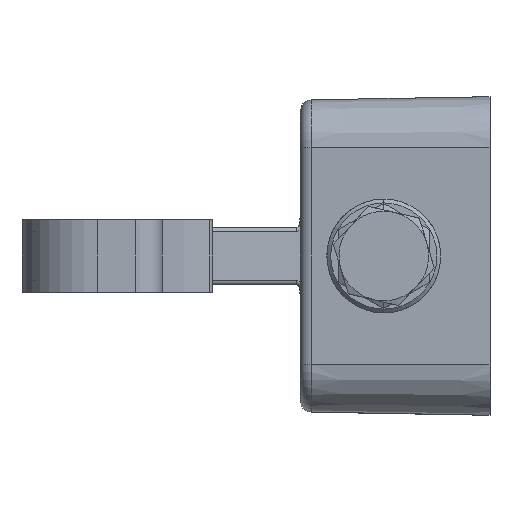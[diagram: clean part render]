
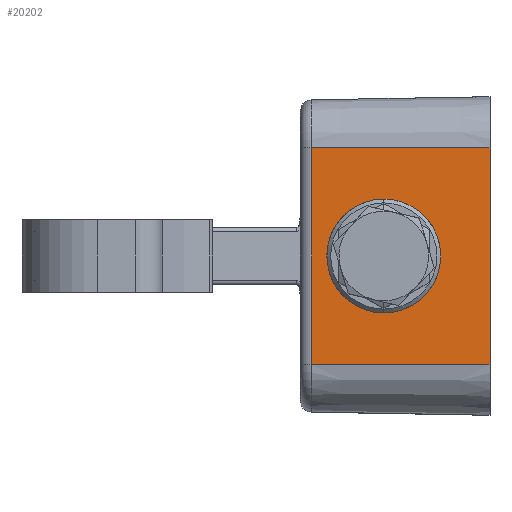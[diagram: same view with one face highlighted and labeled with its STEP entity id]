
A CAD part, left-side view. The second image highlights one B-rep face of the part: STEP entity #20202.
In plain terms, the highlighted planar face has unit normal (-1, 0.018, 0).
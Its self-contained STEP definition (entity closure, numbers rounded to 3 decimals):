
#2822 = DIRECTION ( 'NONE',  ( 0., 0., 1. ) ) ;
#2824 = CARTESIAN_POINT ( 'NONE',  ( -127., 0., -28.5 ) ) ;
#3117 = LINE ( 'NONE', #2824, #3121 ) ;
#3121 = VECTOR ( 'NONE', #2822, 1000. ) ;
#3228 = LINE ( 'NONE', #3908, #3231 ) ;
#3231 = VECTOR ( 'NONE', #3909, 1000. ) ;
#3232 = LINE ( 'NONE', #3946, #3236 ) ;
#3233 = LINE ( 'NONE', #3944, #3234 ) ;
#3234 = VECTOR ( 'NONE', #3945, 1000. ) ;
#3236 = VECTOR ( 'NONE', #3947, 1000. ) ;
#3908 = CARTESIAN_POINT ( 'NONE',  ( -127., 0., -28.5 ) ) ;
#3909 = DIRECTION ( 'NONE',  ( -0.017, -1., 0. ) ) ;
#3915 = CARTESIAN_POINT ( 'NONE',  ( -126.511, 28., -15. ) ) ;
#3922 = CARTESIAN_POINT ( 'NONE',  ( -125.988, 58., -15. ) ) ;
#3942 = CARTESIAN_POINT ( 'NONE',  ( -125.988, 58., 15. ) ) ;
#3943 = CARTESIAN_POINT ( 'NONE',  ( -126.511, 28., 15. ) ) ;
#3944 = CARTESIAN_POINT ( 'NONE',  ( -127., 0., 28.5 ) ) ;
#3945 = DIRECTION ( 'NONE',  ( -0.017, -1., 0. ) ) ;
#3946 = CARTESIAN_POINT ( 'NONE',  ( -126.179, 47.052, -28.5 ) ) ;
#3947 = DIRECTION ( 'NONE',  ( 0., 0., -1. ) ) ;
#5887 =( BOUNDED_CURVE ( )  B_SPLINE_CURVE ( 3, ( #3915, #3922, #3942, #3943 ),
 .UNSPECIFIED., .F., .F. ) 
 B_SPLINE_CURVE_WITH_KNOTS ( ( 4, 4 ),
 ( 4.712, 7.854 ),
 .UNSPECIFIED. ) 
 CURVE ( )  GEOMETRIC_REPRESENTATION_ITEM ( )  RATIONAL_B_SPLINE_CURVE ( ( 1., 0.333, 0.333, 1. ) ) 
 REPRESENTATION_ITEM ( '' )  );
#9015 = CARTESIAN_POINT ( 'NONE',  ( -126.179, 47.052, -28.5 ) ) ;
#9022 = CARTESIAN_POINT ( 'NONE',  ( -126.511, 28., 15. ) ) ;
#9025 = CARTESIAN_POINT ( 'NONE',  ( -126.511, 28., -15. ) ) ;
#9088 = CARTESIAN_POINT ( 'NONE',  ( -127., 0., -28.5 ) ) ;
#9089 = CARTESIAN_POINT ( 'NONE',  ( -127., 0., 28.5 ) ) ;
#9238 = CARTESIAN_POINT ( 'NONE',  ( -126.179, 47.052, 28.5 ) ) ;
#13662 = AXIS2_PLACEMENT_3D ( 'NONE', #14427, #14428, #14429 ) ;
#14425 = PLANE ( 'NONE',  #13662 ) ;
#14427 = CARTESIAN_POINT ( 'NONE',  ( -127., 0., -28.5 ) ) ;
#14428 = DIRECTION ( 'NONE',  ( -1., 0.017, 0. ) ) ;
#14429 = DIRECTION ( 'NONE',  ( -0.017, -1., 0. ) ) ;
#17287 =( BOUNDED_CURVE ( )  B_SPLINE_CURVE ( 3, ( #27871, #27862, #27867, #27872 ),
 .UNSPECIFIED., .F., .F. ) 
 B_SPLINE_CURVE_WITH_KNOTS ( ( 4, 4 ),
 ( 1.571, 4.712 ),
 .UNSPECIFIED. ) 
 CURVE ( )  GEOMETRIC_REPRESENTATION_ITEM ( )  RATIONAL_B_SPLINE_CURVE ( ( 1., 0.333, 0.333, 1. ) ) 
 REPRESENTATION_ITEM ( '' )  );
#18499 = EDGE_CURVE ( 'NONE', #24859, #24862, #17287, .T. ) ;
#20202 = ADVANCED_FACE ( 'NONE', ( #30763, #30758 ), #14425, .T. ) ;
#21443 = EDGE_CURVE ( 'NONE', #24925, #24926, #3117, .T. ) ;
#21545 = EDGE_CURVE ( 'NONE', #24852, #24925, #3228, .T. ) ;
#21549 = EDGE_CURVE ( 'NONE', #24862, #24859, #5887, .T. ) ;
#21550 = EDGE_CURVE ( 'NONE', #25077, #24926, #3233, .T. ) ;
#21551 = EDGE_CURVE ( 'NONE', #25077, #24852, #3232, .T. ) ;
#22291 = EDGE_LOOP ( 'NONE', ( #23732, #23733, #23734, #23735 ) ) ;
#22295 = EDGE_LOOP ( 'NONE', ( #23730, #23731 ) ) ;
#23730 = ORIENTED_EDGE ( 'NONE', *, *, #21549, .T. ) ;
#23731 = ORIENTED_EDGE ( 'NONE', *, *, #18499, .T. ) ;
#23732 = ORIENTED_EDGE ( 'NONE', *, *, #21550, .F. ) ;
#23733 = ORIENTED_EDGE ( 'NONE', *, *, #21551, .T. ) ;
#23734 = ORIENTED_EDGE ( 'NONE', *, *, #21545, .T. ) ;
#23735 = ORIENTED_EDGE ( 'NONE', *, *, #21443, .T. ) ;
#24852 = VERTEX_POINT ( 'NONE', #9015 ) ;
#24859 = VERTEX_POINT ( 'NONE', #9022 ) ;
#24862 = VERTEX_POINT ( 'NONE', #9025 ) ;
#24925 = VERTEX_POINT ( 'NONE', #9088 ) ;
#24926 = VERTEX_POINT ( 'NONE', #9089 ) ;
#25077 = VERTEX_POINT ( 'NONE', #9238 ) ;
#27862 = CARTESIAN_POINT ( 'NONE',  ( -127.035, -2., 15. ) ) ;
#27867 = CARTESIAN_POINT ( 'NONE',  ( -127.035, -2., -15. ) ) ;
#27871 = CARTESIAN_POINT ( 'NONE',  ( -126.511, 28., 15. ) ) ;
#27872 = CARTESIAN_POINT ( 'NONE',  ( -126.511, 28., -15. ) ) ;
#30758 = FACE_OUTER_BOUND ( 'NONE', #22291, .T. ) ;
#30763 = FACE_BOUND ( 'NONE', #22295, .T. ) ;
